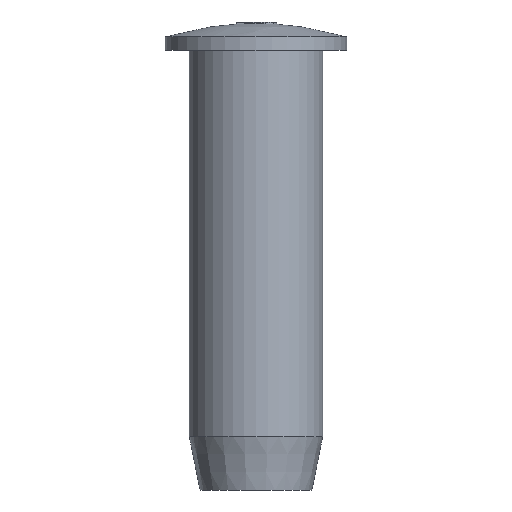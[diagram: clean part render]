
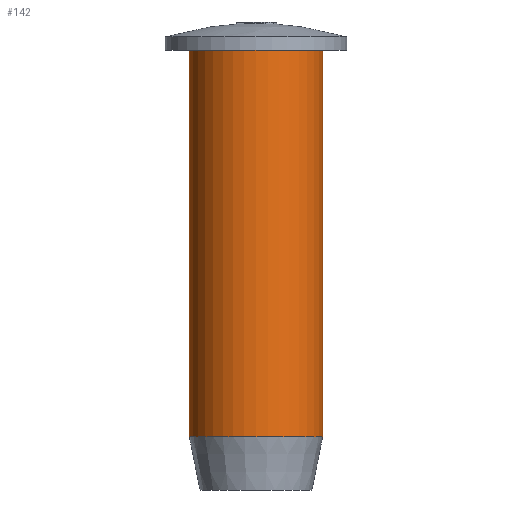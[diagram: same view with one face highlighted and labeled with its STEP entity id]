
A CAD part, front view. The second image highlights one B-rep face of the part: STEP entity #142.
In plain terms, the highlighted cylindrical face has radius 2.5 mm (diameter 5 mm), a full revolution.
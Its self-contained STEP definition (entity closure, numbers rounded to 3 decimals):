
#142=ADVANCED_FACE('',(#168,#169),#163,.T.);
#163=CYLINDRICAL_SURFACE('',#405,2.5);
#168=FACE_BOUND('',#178,.T.);
#169=FACE_BOUND('',#179,.T.);
#178=EDGE_LOOP('',(#205));
#179=EDGE_LOOP('',(#206));
#205=ORIENTED_EDGE('',*,*,#339,.T.);
#206=ORIENTED_EDGE('',*,*,#338,.T.);
#303=VERTEX_POINT('',#509);
#304=VERTEX_POINT('',#512);
#338=EDGE_CURVE('',#303,#303,#388,.T.);
#339=EDGE_CURVE('',#304,#304,#389,.T.);
#388=CIRCLE('',#402,2.5);
#389=CIRCLE('',#404,2.5);
#402=AXIS2_PLACEMENT_3D('',#508,#433,#434);
#404=AXIS2_PLACEMENT_3D('',#511,#437,#438);
#405=AXIS2_PLACEMENT_3D('',#513,#439,#440);
#433=DIRECTION('',(0.,0.,-1.));
#434=DIRECTION('',(-1.,0.,0.));
#437=DIRECTION('',(0.,0.,1.));
#438=DIRECTION('',(1.,0.,0.));
#439=DIRECTION('',(0.,0.,-1.));
#440=DIRECTION('',(-1.,0.,0.));
#508=CARTESIAN_POINT('',(0.,0.,0.));
#509=CARTESIAN_POINT('',(-2.5,0.,0.));
#511=CARTESIAN_POINT('',(0.,0.,-14.5));
#512=CARTESIAN_POINT('',(2.5,0.,-14.5));
#513=CARTESIAN_POINT('',(0.,0.,0.));
